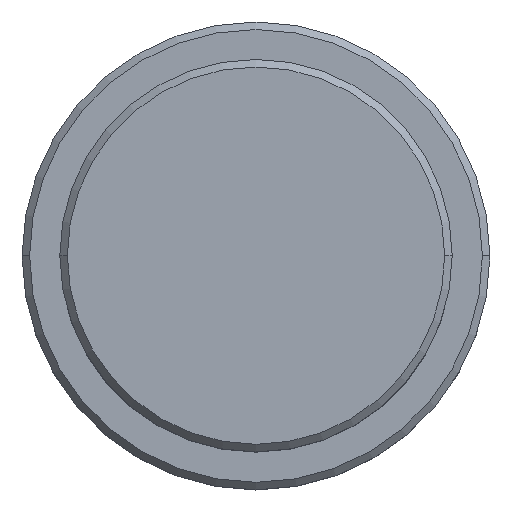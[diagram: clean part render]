
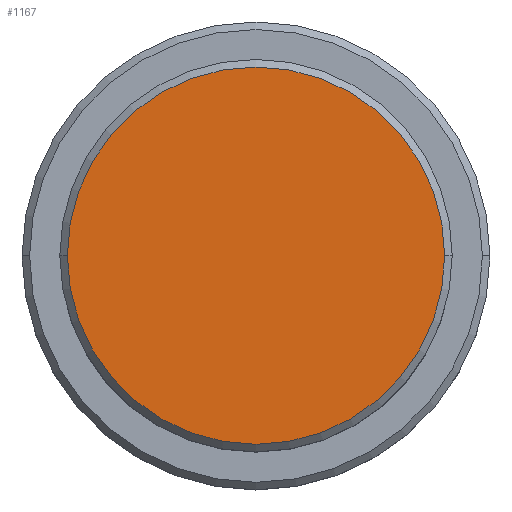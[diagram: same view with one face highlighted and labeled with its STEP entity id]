
A CAD part, top view. The second image highlights one B-rep face of the part: STEP entity #1167.
In plain terms, the highlighted planar face has unit normal (0, 0, 1).
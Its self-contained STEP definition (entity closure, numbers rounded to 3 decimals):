
#1 = CARTESIAN_POINT ( 'NONE',  ( 0., 0., 0. ) ) ;
#63 = DIRECTION ( 'NONE',  ( 1., 0., 0. ) ) ;
#77 = CARTESIAN_POINT ( 'NONE',  ( 0., 0., 0. ) ) ;
#151 = AXIS2_PLACEMENT_3D ( 'NONE', #77, #1057, #63 ) ;
#152 = CARTESIAN_POINT ( 'NONE',  ( 0., 0., 0. ) ) ;
#601 = FACE_OUTER_BOUND ( 'NONE', #1305, .T. ) ;
#611 = CARTESIAN_POINT ( 'NONE',  ( 12.5, 0., 0. ) ) ;
#667 = EDGE_CURVE ( 'NONE', #1142, #1014, #771, .T. ) ;
#771 = CIRCLE ( 'NONE', #151, 12.5 ) ;
#858 = AXIS2_PLACEMENT_3D ( 'NONE', #152, #923, #1049 ) ;
#923 = DIRECTION ( 'NONE',  ( 0., 0., 1. ) ) ;
#989 = CARTESIAN_POINT ( 'NONE',  ( -12.5, 0., 0. ) ) ;
#1014 = VERTEX_POINT ( 'NONE', #989 ) ;
#1039 = PLANE ( 'NONE',  #858 ) ;
#1040 = ORIENTED_EDGE ( 'NONE', *, *, #667, .T. ) ;
#1049 = DIRECTION ( 'NONE',  ( 1., 0., 0. ) ) ;
#1057 = DIRECTION ( 'NONE',  ( 0., 0., 1. ) ) ;
#1142 = VERTEX_POINT ( 'NONE', #611 ) ;
#1167 = ADVANCED_FACE ( 'NONE', ( #601 ), #1039, .T. ) ;
#1291 = AXIS2_PLACEMENT_3D ( 'NONE', #1, #1406, #1396 ) ;
#1305 = EDGE_LOOP ( 'NONE', ( #1361, #1040 ) ) ;
#1361 = ORIENTED_EDGE ( 'NONE', *, *, #1403, .T. ) ;
#1364 = CIRCLE ( 'NONE', #1291, 12.5 ) ;
#1396 = DIRECTION ( 'NONE',  ( 1., 0., 0. ) ) ;
#1403 = EDGE_CURVE ( 'NONE', #1014, #1142, #1364, .T. ) ;
#1406 = DIRECTION ( 'NONE',  ( 0., 0., 1. ) ) ;
